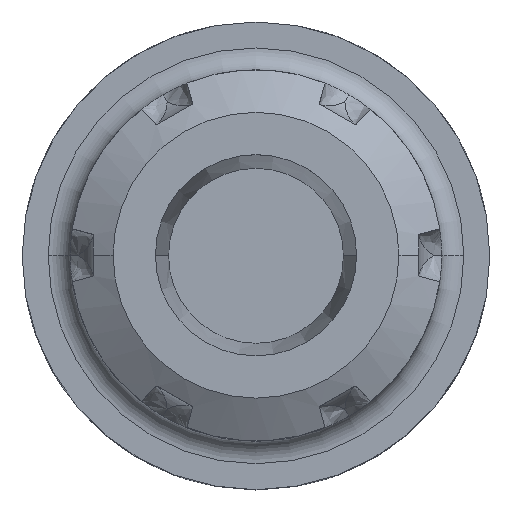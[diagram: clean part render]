
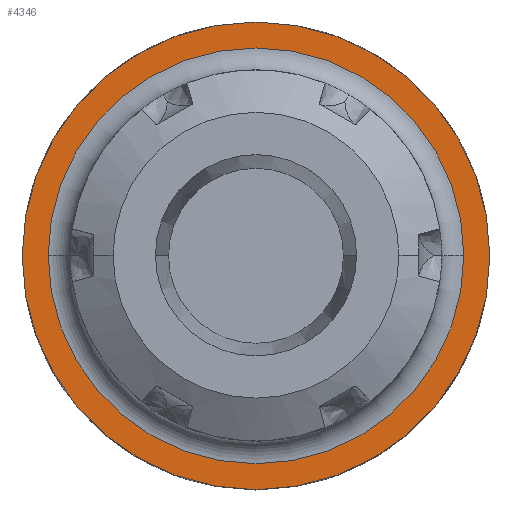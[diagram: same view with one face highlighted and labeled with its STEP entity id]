
A CAD part, top view. The second image highlights one B-rep face of the part: STEP entity #4346.
In plain terms, the highlighted planar face has unit normal (0, 0, 1).
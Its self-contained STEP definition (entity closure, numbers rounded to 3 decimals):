
#531 = DIRECTION ( 'NONE',  ( -1., 0., 0. ) ) ;
#567 = DIRECTION ( 'NONE',  ( 0., 0., 1. ) ) ;
#815 = ORIENTED_EDGE ( 'NONE', *, *, #4839, .T. ) ;
#1007 = DIRECTION ( 'NONE',  ( 0., 0., -1. ) ) ;
#1091 = FACE_OUTER_BOUND ( 'NONE', #1988, .T. ) ;
#1358 = AXIS2_PLACEMENT_3D ( 'NONE', #3218, #7587, #3853 ) ;
#1373 = CARTESIAN_POINT ( 'NONE',  ( -28., 0., 22. ) ) ;
#1988 = EDGE_LOOP ( 'NONE', ( #3317, #815 ) ) ;
#2108 = AXIS2_PLACEMENT_3D ( 'NONE', #3490, #1007, #4119 ) ;
#2136 = CIRCLE ( 'NONE', #1358, 31.5 ) ;
#2327 = CIRCLE ( 'NONE', #2627, 28. ) ;
#2441 = CARTESIAN_POINT ( 'NONE',  ( 0., 0., 22. ) ) ;
#2627 = AXIS2_PLACEMENT_3D ( 'NONE', #7971, #4248, #531 ) ;
#3071 = DIRECTION ( 'NONE',  ( -1., 0., 0. ) ) ;
#3218 = CARTESIAN_POINT ( 'NONE',  ( 0., 0., 22. ) ) ;
#3317 = ORIENTED_EDGE ( 'NONE', *, *, #6567, .T. ) ;
#3490 = CARTESIAN_POINT ( 'NONE',  ( 0., 0., 22. ) ) ;
#3853 = DIRECTION ( 'NONE',  ( 1., 0., 0. ) ) ;
#4119 = DIRECTION ( 'NONE',  ( -1., 0., 0. ) ) ;
#4248 = DIRECTION ( 'NONE',  ( 0., 0., -1. ) ) ;
#4288 = CARTESIAN_POINT ( 'NONE',  ( 0., 0., 22. ) ) ;
#4335 = ORIENTED_EDGE ( 'NONE', *, *, #5408, .T. ) ;
#4346 = ADVANCED_FACE ( 'NONE', ( #7520, #1091 ), #5983, .F. ) ;
#4670 = CARTESIAN_POINT ( 'NONE',  ( 28., 0., 22. ) ) ;
#4706 = VERTEX_POINT ( 'NONE', #1373 ) ;
#4839 = EDGE_CURVE ( 'NONE', #7838, #7617, #5946, .T. ) ;
#4920 = DIRECTION ( 'NONE',  ( 1., 0., 0. ) ) ;
#5168 = CIRCLE ( 'NONE', #6610, 28. ) ;
#5328 = EDGE_LOOP ( 'NONE', ( #4335, #5890 ) ) ;
#5408 = EDGE_CURVE ( 'NONE', #4706, #6867, #2327, .T. ) ;
#5890 = ORIENTED_EDGE ( 'NONE', *, *, #7151, .T. ) ;
#5946 = CIRCLE ( 'NONE', #7126, 31.5 ) ;
#5983 = PLANE ( 'NONE',  #2108 ) ;
#6567 = EDGE_CURVE ( 'NONE', #7617, #7838, #2136, .T. ) ;
#6610 = AXIS2_PLACEMENT_3D ( 'NONE', #2441, #6824, #3071 ) ;
#6824 = DIRECTION ( 'NONE',  ( 0., 0., -1. ) ) ;
#6867 = VERTEX_POINT ( 'NONE', #4670 ) ;
#7126 = AXIS2_PLACEMENT_3D ( 'NONE', #4288, #567, #4920 ) ;
#7151 = EDGE_CURVE ( 'NONE', #6867, #4706, #5168, .T. ) ;
#7520 = FACE_BOUND ( 'NONE', #5328, .T. ) ;
#7587 = DIRECTION ( 'NONE',  ( 0., 0., 1. ) ) ;
#7617 = VERTEX_POINT ( 'NONE', #7831 ) ;
#7697 = CARTESIAN_POINT ( 'NONE',  ( -31.5, 0., 22. ) ) ;
#7831 = CARTESIAN_POINT ( 'NONE',  ( 31.5, 0., 22. ) ) ;
#7838 = VERTEX_POINT ( 'NONE', #7697 ) ;
#7971 = CARTESIAN_POINT ( 'NONE',  ( 0., 0., 22. ) ) ;
